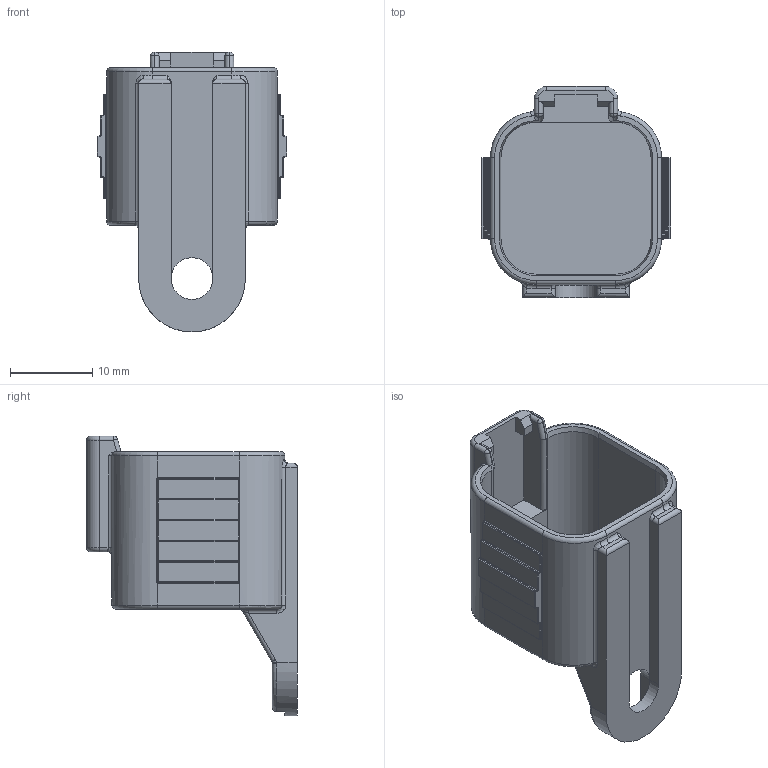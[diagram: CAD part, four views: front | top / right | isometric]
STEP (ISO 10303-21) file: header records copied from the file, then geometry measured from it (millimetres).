
FILE_DESCRIPTION((''),'2;1');
FILE_NAME('C-1011-347-0605','2013-06-24T',('workeradm'),('Tyco Electronics Ltd.'),'PRO/ENGINEER BY PARAMETRIC TECHNOLOGY CORPORATION, 2011490','PRO/ENGINEER BY PARAMETRIC TECHNOLOGY CORPORATION, 2011490','');
FILE_SCHEMA(('AUTOMOTIVE_DESIGN { 1 0 10303 214 1 1 1 1 }'));
Length unit declared in the file: millimetre
Products named in the file (1): C-1011-347-0605
Bounding box: 23.11 x 25.68 x 34.09 mm (x, y, z)
Volume: 2976 mm3; surface area: 4248.3 mm2
Topology: 1 solids, 1 shells, 315 faces, 721 edges, 406 vertices
Faces by surface type: cylinder 135, plane 76, torus 48, sphere 30, bspline 22, cone 4
Entity records: 12374 total; most frequent: CARTESIAN_POINT 2773, DIRECTION 1567, ORIENTED_EDGE 1442, PRESENTATION_STYLE_ASSIGNMENT 722, STYLED_ITEM 722, CURVE_STYLE 721, EDGE_CURVE 721, AXIS2_PLACEMENT_3D 613
